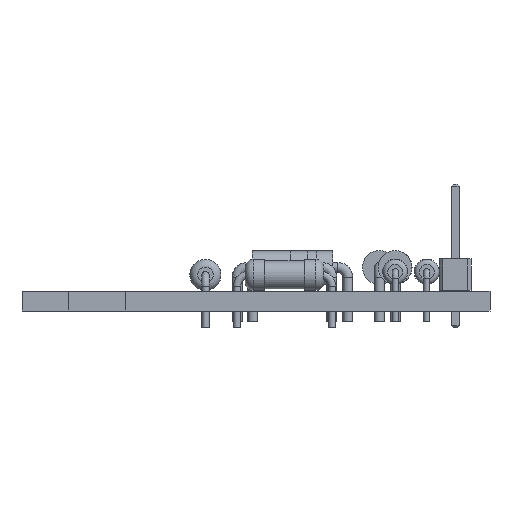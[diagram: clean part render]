
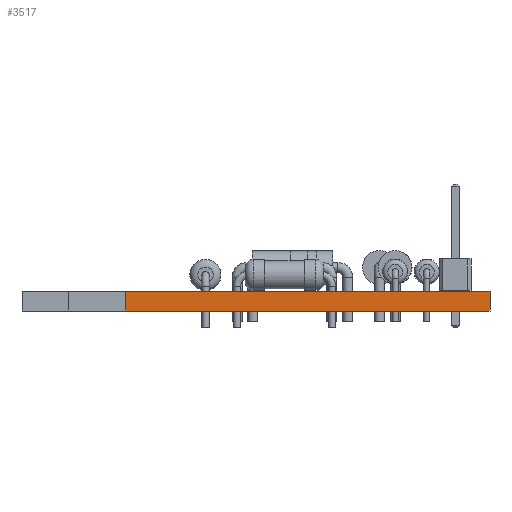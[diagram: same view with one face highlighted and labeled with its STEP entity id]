
A CAD part, front view. The second image highlights one B-rep face of the part: STEP entity #3517.
In plain terms, the highlighted planar face has unit normal (0, -1, 0).
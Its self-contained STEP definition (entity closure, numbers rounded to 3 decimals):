
#2559 = VERTEX_POINT('',#2560);
#2560 = CARTESIAN_POINT('',(160.02,-124.3,0.));
#2566 = EDGE_CURVE('',#2559,#2567,#2569,.T.);
#2567 = VERTEX_POINT('',#2568);
#2568 = CARTESIAN_POINT('',(130.775,-124.3,0.));
#2569 = LINE('',#2570,#2571);
#2570 = CARTESIAN_POINT('',(160.02,-124.3,0.));
#2571 = VECTOR('',#2572,1.);
#2572 = DIRECTION('',(-1.,0.,0.));
#3003 = VERTEX_POINT('',#3004);
#3004 = CARTESIAN_POINT('',(160.02,-124.3,1.6));
#3010 = EDGE_CURVE('',#3003,#3011,#3013,.T.);
#3011 = VERTEX_POINT('',#3012);
#3012 = CARTESIAN_POINT('',(130.775,-124.3,1.6));
#3013 = LINE('',#3014,#3015);
#3014 = CARTESIAN_POINT('',(160.02,-124.3,1.6));
#3015 = VECTOR('',#3016,1.);
#3016 = DIRECTION('',(-1.,0.,0.));
#3489 = EDGE_CURVE('',#2559,#3003,#3490,.T.);
#3490 = LINE('',#3491,#3492);
#3491 = CARTESIAN_POINT('',(160.02,-124.3,0.));
#3492 = VECTOR('',#3493,1.);
#3493 = DIRECTION('',(0.,0.,1.));
#3517 = ADVANCED_FACE('',(#3518),#3529,.T.);
#3518 = FACE_BOUND('',#3519,.T.);
#3519 = EDGE_LOOP('',(#3520,#3521,#3522,#3528));
#3520 = ORIENTED_EDGE('',*,*,#3489,.T.);
#3521 = ORIENTED_EDGE('',*,*,#3010,.T.);
#3522 = ORIENTED_EDGE('',*,*,#3523,.F.);
#3523 = EDGE_CURVE('',#2567,#3011,#3524,.T.);
#3524 = LINE('',#3525,#3526);
#3525 = CARTESIAN_POINT('',(130.775,-124.3,0.));
#3526 = VECTOR('',#3527,1.);
#3527 = DIRECTION('',(0.,0.,1.));
#3528 = ORIENTED_EDGE('',*,*,#2566,.F.);
#3529 = PLANE('',#3530);
#3530 = AXIS2_PLACEMENT_3D('',#3531,#3532,#3533);
#3531 = CARTESIAN_POINT('',(160.02,-124.3,0.));
#3532 = DIRECTION('',(0.,-1.,0.));
#3533 = DIRECTION('',(-1.,0.,0.));
